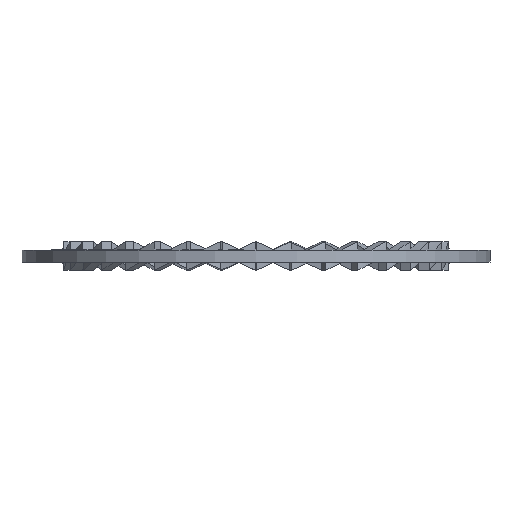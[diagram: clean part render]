
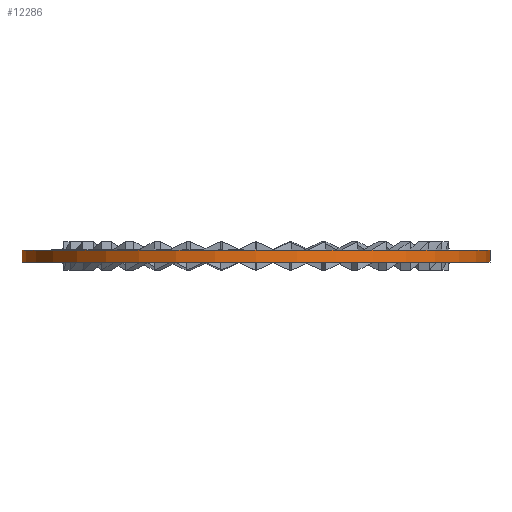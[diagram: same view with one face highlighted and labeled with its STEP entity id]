
A CAD part, front view. The second image highlights one B-rep face of the part: STEP entity #12286.
In plain terms, the highlighted free-form (B-spline) face has degree [1, 2] with [2, 9] control points.
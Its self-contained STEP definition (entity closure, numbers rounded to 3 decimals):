
#91=CARTESIAN_POINT('',(-9.75,0.,12.95));
#92=VERTEX_POINT('',#91);
#93=CARTESIAN_POINT('',(-9.75,0.,12.45));
#94=VERTEX_POINT('',#93);
#95=CARTESIAN_POINT('',(-9.75,0.,12.95));
#96=DIRECTION('',(0.0,0.0,-1.0));
#97=VECTOR('',#96,0.5);
#98=LINE('',#95,#97);
#99=EDGE_CURVE('',#92,#94,#98,.T.);
#110=CARTESIAN_POINT('',(9.75,0.,12.95));
#111=VERTEX_POINT('',#110);
#119=CARTESIAN_POINT('',(9.75,0.,12.45));
#120=VERTEX_POINT('',#119);
#121=CARTESIAN_POINT('',(9.75,0.,12.95));
#122=DIRECTION('',(0.0,0.0,-1.0));
#123=VECTOR('',#122,0.5);
#124=LINE('',#121,#123);
#125=EDGE_CURVE('',#111,#120,#124,.T.);
#6953=CARTESIAN_POINT('',(0.0,0.0,12.95));
#6954=DIRECTION('',(0.0,0.0,-1.0));
#6955=DIRECTION('',(-1.0,0.0,0.0));
#6956=AXIS2_PLACEMENT_3D('',#6953,#6954,#6955);
#6957=CIRCLE('',#6956,9.75);
#6958=EDGE_CURVE('',#111,#92,#6957,.T.);
#8876=CARTESIAN_POINT('',(0.0,0.0,12.45));
#8877=DIRECTION('',(0.0,0.0,1.0));
#8878=DIRECTION('',(-1.0,0.0,0.0));
#8879=AXIS2_PLACEMENT_3D('',#8876,#8877,#8878);
#8880=CIRCLE('',#8879,9.75);
#8881=EDGE_CURVE('',#94,#120,#8880,.T.);
#12254=CARTESIAN_POINT('',(9.75,0.,12.45));
#12255=CARTESIAN_POINT('',(9.75,0.,12.95));
#12256=CARTESIAN_POINT('',(9.75,-9.75,12.45));
#12257=CARTESIAN_POINT('',(9.75,-9.75,12.95));
#12258=CARTESIAN_POINT('',(0.,-9.75,12.45));
#12259=CARTESIAN_POINT('',(0.,-9.75,12.95));
#12260=CARTESIAN_POINT('',(-9.75,-9.75,12.45));
#12261=CARTESIAN_POINT('',(-9.75,-9.75,12.95));
#12262=CARTESIAN_POINT('',(-9.75,0.,12.45));
#12263=CARTESIAN_POINT('',(-9.75,0.,12.95));
#12264=CARTESIAN_POINT('',(-9.75,9.75,12.45));
#12265=CARTESIAN_POINT('',(-9.75,9.75,12.95));
#12266=CARTESIAN_POINT('',(0.,9.75,12.45));
#12267=CARTESIAN_POINT('',(0.,9.75,12.95));
#12268=CARTESIAN_POINT('',(9.75,9.75,12.45));
#12269=CARTESIAN_POINT('',(9.75,9.75,12.95));
#12270=CARTESIAN_POINT('',(9.75,0.,12.45));
#12271=CARTESIAN_POINT('',(9.75,0.,12.95));
#12279=(BOUNDED_SURFACE()B_SPLINE_SURFACE(1,2,((#12254,#12256,#12258,#12260,#12262,#12264,#12266,#12268,#12270),(#12255,#12257,#12259,#12261,#12263,#12265,#12267,#12269,#12271)),.UNSPECIFIED.,.F.,.T.,.U.)B_SPLINE_SURFACE_WITH_KNOTS((2,2),(3,2,2,2,3),(0.036,0.087),(0.0,15.315,30.631,45.946,61.261),.UNSPECIFIED.)GEOMETRIC_REPRESENTATION_ITEM()RATIONAL_B_SPLINE_SURFACE(((1.0,0.707,1.0,0.707,1.0,0.707,1.0,0.707,1.0),(1.0,0.707,1.0,0.707,1.0,0.707,1.0,0.707,1.0)))REPRESENTATION_ITEM('')SURFACE());
#12280=ORIENTED_EDGE('',*,*,#99,.T.);
#12281=ORIENTED_EDGE('',*,*,#8881,.T.);
#12282=ORIENTED_EDGE('',*,*,#125,.F.);
#12283=ORIENTED_EDGE('',*,*,#6958,.T.);
#12284=EDGE_LOOP('',(#12280,#12281,#12282,#12283));
#12285=FACE_OUTER_BOUND('',#12284,.T.);
#12286=ADVANCED_FACE('',(#12285),#12279,.T.);
